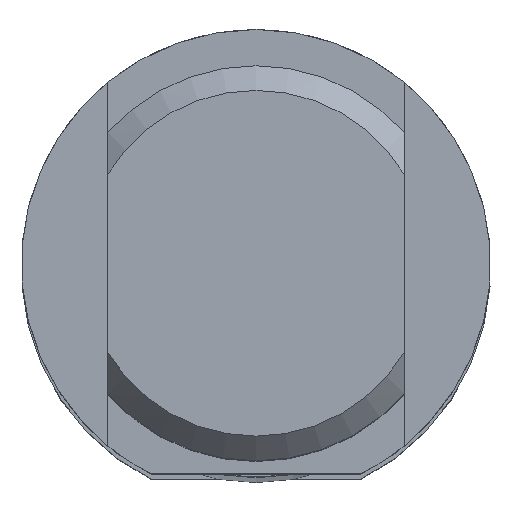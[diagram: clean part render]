
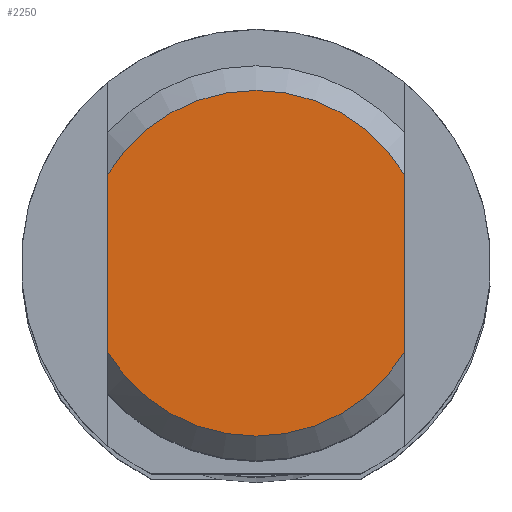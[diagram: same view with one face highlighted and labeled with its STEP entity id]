
A CAD part, top view. The second image highlights one B-rep face of the part: STEP entity #2250.
In plain terms, the highlighted face is planar.
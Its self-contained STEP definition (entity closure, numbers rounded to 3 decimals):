
#133=LINE('',#3932,#221);
#141=LINE('',#3964,#229);
#221=VECTOR('',#3099,7.211);
#229=VECTOR('',#3113,7.211);
#446=PLANE('',#2573);
#693=FACE_OUTER_BOUND('',#914,.T.);
#914=EDGE_LOOP('',(#2029,#2030,#2031,#2032));
#1027=CIRCLE('',#2552,7.);
#1040=CIRCLE('',#2574,7.);
#1214=VERTEX_POINT('',#3927);
#1215=VERTEX_POINT('',#3931);
#1225=VERTEX_POINT('',#3958);
#1227=VERTEX_POINT('',#3963);
#1468=EDGE_CURVE('',#1215,#1214,#133,.T.);
#1480=EDGE_CURVE('',#1227,#1225,#141,.T.);
#1499=EDGE_CURVE('',#1215,#1225,#1027,.T.);
#1515=EDGE_CURVE('',#1227,#1214,#1040,.T.);
#2029=ORIENTED_EDGE('',*,*,#1468,.T.);
#2030=ORIENTED_EDGE('',*,*,#1515,.F.);
#2031=ORIENTED_EDGE('',*,*,#1480,.T.);
#2032=ORIENTED_EDGE('',*,*,#1499,.F.);
#2250=ADVANCED_FACE('',(#693),#446,.T.);
#2552=AXIS2_PLACEMENT_3D('',#4007,#3137,#3138);
#2573=AXIS2_PLACEMENT_3D('',#4037,#3182,#3183);
#2574=AXIS2_PLACEMENT_3D('',#4038,#3184,#3185);
#3099=DIRECTION('',(0.,0.,-1.));
#3113=DIRECTION('',(0.,0.,1.));
#3137=DIRECTION('center_axis',(0.,-1.,0.));
#3138=DIRECTION('ref_axis',(0.,0.,-1.));
#3182=DIRECTION('center_axis',(0.,1.,0.));
#3183=DIRECTION('ref_axis',(0.,0.,1.));
#3184=DIRECTION('center_axis',(0.,-1.,0.));
#3185=DIRECTION('ref_axis',(0.,0.,-1.));
#3927=CARTESIAN_POINT('',(6.,22.,-3.606));
#3931=CARTESIAN_POINT('',(6.,22.,3.606));
#3932=CARTESIAN_POINT('',(6.,22.,3.606));
#3958=CARTESIAN_POINT('',(-6.,22.,3.606));
#3963=CARTESIAN_POINT('',(-6.,22.,-3.606));
#3964=CARTESIAN_POINT('',(-6.,22.,-3.606));
#4007=CARTESIAN_POINT('Origin',(0.,22.,0.));
#4037=CARTESIAN_POINT('Origin',(0.,22.,4.));
#4038=CARTESIAN_POINT('Origin',(0.,22.,0.));
